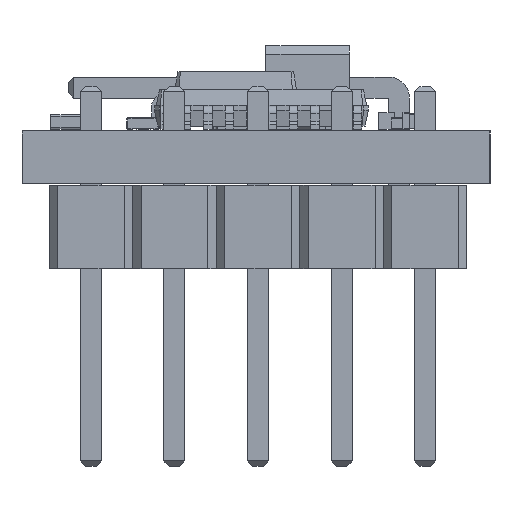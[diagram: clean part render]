
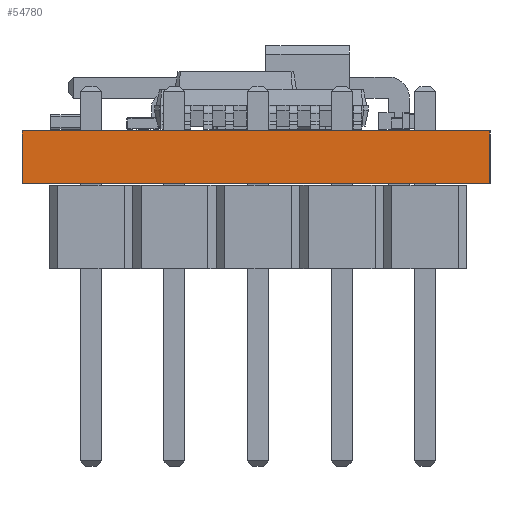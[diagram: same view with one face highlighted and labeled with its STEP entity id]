
A CAD part, left-side view. The second image highlights one B-rep face of the part: STEP entity #54780.
In plain terms, the highlighted planar face has unit normal (-1, 0, 0).
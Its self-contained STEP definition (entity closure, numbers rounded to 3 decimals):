
#54599 = PLANE('',#54600);
#54600 = AXIS2_PLACEMENT_3D('',#54601,#54602,#54603);
#54601 = CARTESIAN_POINT('',(17.272,-7.112,0.));
#54602 = DIRECTION('',(0.,-1.,0.));
#54603 = DIRECTION('',(-1.,0.,0.));
#54624 = VERTEX_POINT('',#54625);
#54625 = CARTESIAN_POINT('',(-17.272,-7.112,1.6));
#54639 = PLANE('',#54640);
#54640 = AXIS2_PLACEMENT_3D('',#54641,#54642,#54643);
#54641 = CARTESIAN_POINT('',(0.,0.,1.6));
#54642 = DIRECTION('',(-0.,-0.,-1.));
#54643 = DIRECTION('',(-1.,0.,0.));
#54651 = EDGE_CURVE('',#54652,#54624,#54654,.T.);
#54652 = VERTEX_POINT('',#54653);
#54653 = CARTESIAN_POINT('',(-17.272,-7.112,0.));
#54654 = SURFACE_CURVE('',#54655,(#54659,#54666),.PCURVE_S1.);
#54655 = LINE('',#54656,#54657);
#54656 = CARTESIAN_POINT('',(-17.272,-7.112,0.));
#54657 = VECTOR('',#54658,1.);
#54658 = DIRECTION('',(0.,0.,1.));
#54659 = PCURVE('',#54599,#54660);
#54660 = DEFINITIONAL_REPRESENTATION('',(#54661),#54665);
#54661 = LINE('',#54662,#54663);
#54662 = CARTESIAN_POINT('',(34.544,0.));
#54663 = VECTOR('',#54664,1.);
#54664 = DIRECTION('',(0.,-1.));
#54665 = ( GEOMETRIC_REPRESENTATION_CONTEXT(2) 
PARAMETRIC_REPRESENTATION_CONTEXT() REPRESENTATION_CONTEXT('2D SPACE',''
  ) );
#54666 = PCURVE('',#54667,#54672);
#54667 = PLANE('',#54668);
#54668 = AXIS2_PLACEMENT_3D('',#54669,#54670,#54671);
#54669 = CARTESIAN_POINT('',(-17.272,-7.112,0.));
#54670 = DIRECTION('',(-1.,0.,0.));
#54671 = DIRECTION('',(0.,1.,0.));
#54672 = DEFINITIONAL_REPRESENTATION('',(#54673),#54677);
#54673 = LINE('',#54674,#54675);
#54674 = CARTESIAN_POINT('',(0.,0.));
#54675 = VECTOR('',#54676,1.);
#54676 = DIRECTION('',(0.,-1.));
#54677 = ( GEOMETRIC_REPRESENTATION_CONTEXT(2) 
PARAMETRIC_REPRESENTATION_CONTEXT() REPRESENTATION_CONTEXT('2D SPACE',''
  ) );
#54693 = PLANE('',#54694);
#54694 = AXIS2_PLACEMENT_3D('',#54695,#54696,#54697);
#54695 = CARTESIAN_POINT('',(0.,0.,0.));
#54696 = DIRECTION('',(-0.,-0.,-1.));
#54697 = DIRECTION('',(-1.,0.,0.));
#54726 = PLANE('',#54727);
#54727 = AXIS2_PLACEMENT_3D('',#54728,#54729,#54730);
#54728 = CARTESIAN_POINT('',(-17.272,7.112,0.));
#54729 = DIRECTION('',(0.,1.,0.));
#54730 = DIRECTION('',(1.,0.,0.));
#54780 = ADVANCED_FACE('',(#54781),#54667,.T.);
#54781 = FACE_BOUND('',#54782,.T.);
#54782 = EDGE_LOOP('',(#54783,#54784,#54807,#54830));
#54783 = ORIENTED_EDGE('',*,*,#54651,.T.);
#54784 = ORIENTED_EDGE('',*,*,#54785,.T.);
#54785 = EDGE_CURVE('',#54624,#54786,#54788,.T.);
#54786 = VERTEX_POINT('',#54787);
#54787 = CARTESIAN_POINT('',(-17.272,7.112,1.6));
#54788 = SURFACE_CURVE('',#54789,(#54793,#54800),.PCURVE_S1.);
#54789 = LINE('',#54790,#54791);
#54790 = CARTESIAN_POINT('',(-17.272,-7.112,1.6));
#54791 = VECTOR('',#54792,1.);
#54792 = DIRECTION('',(0.,1.,0.));
#54793 = PCURVE('',#54667,#54794);
#54794 = DEFINITIONAL_REPRESENTATION('',(#54795),#54799);
#54795 = LINE('',#54796,#54797);
#54796 = CARTESIAN_POINT('',(0.,-1.6));
#54797 = VECTOR('',#54798,1.);
#54798 = DIRECTION('',(1.,0.));
#54799 = ( GEOMETRIC_REPRESENTATION_CONTEXT(2) 
PARAMETRIC_REPRESENTATION_CONTEXT() REPRESENTATION_CONTEXT('2D SPACE',''
  ) );
#54800 = PCURVE('',#54639,#54801);
#54801 = DEFINITIONAL_REPRESENTATION('',(#54802),#54806);
#54802 = LINE('',#54803,#54804);
#54803 = CARTESIAN_POINT('',(17.272,-7.112));
#54804 = VECTOR('',#54805,1.);
#54805 = DIRECTION('',(0.,1.));
#54806 = ( GEOMETRIC_REPRESENTATION_CONTEXT(2) 
PARAMETRIC_REPRESENTATION_CONTEXT() REPRESENTATION_CONTEXT('2D SPACE',''
  ) );
#54807 = ORIENTED_EDGE('',*,*,#54808,.F.);
#54808 = EDGE_CURVE('',#54809,#54786,#54811,.T.);
#54809 = VERTEX_POINT('',#54810);
#54810 = CARTESIAN_POINT('',(-17.272,7.112,0.));
#54811 = SURFACE_CURVE('',#54812,(#54816,#54823),.PCURVE_S1.);
#54812 = LINE('',#54813,#54814);
#54813 = CARTESIAN_POINT('',(-17.272,7.112,0.));
#54814 = VECTOR('',#54815,1.);
#54815 = DIRECTION('',(0.,0.,1.));
#54816 = PCURVE('',#54667,#54817);
#54817 = DEFINITIONAL_REPRESENTATION('',(#54818),#54822);
#54818 = LINE('',#54819,#54820);
#54819 = CARTESIAN_POINT('',(14.224,0.));
#54820 = VECTOR('',#54821,1.);
#54821 = DIRECTION('',(0.,-1.));
#54822 = ( GEOMETRIC_REPRESENTATION_CONTEXT(2) 
PARAMETRIC_REPRESENTATION_CONTEXT() REPRESENTATION_CONTEXT('2D SPACE',''
  ) );
#54823 = PCURVE('',#54726,#54824);
#54824 = DEFINITIONAL_REPRESENTATION('',(#54825),#54829);
#54825 = LINE('',#54826,#54827);
#54826 = CARTESIAN_POINT('',(0.,0.));
#54827 = VECTOR('',#54828,1.);
#54828 = DIRECTION('',(0.,-1.));
#54829 = ( GEOMETRIC_REPRESENTATION_CONTEXT(2) 
PARAMETRIC_REPRESENTATION_CONTEXT() REPRESENTATION_CONTEXT('2D SPACE',''
  ) );
#54830 = ORIENTED_EDGE('',*,*,#54831,.F.);
#54831 = EDGE_CURVE('',#54652,#54809,#54832,.T.);
#54832 = SURFACE_CURVE('',#54833,(#54837,#54844),.PCURVE_S1.);
#54833 = LINE('',#54834,#54835);
#54834 = CARTESIAN_POINT('',(-17.272,-7.112,0.));
#54835 = VECTOR('',#54836,1.);
#54836 = DIRECTION('',(0.,1.,0.));
#54837 = PCURVE('',#54667,#54838);
#54838 = DEFINITIONAL_REPRESENTATION('',(#54839),#54843);
#54839 = LINE('',#54840,#54841);
#54840 = CARTESIAN_POINT('',(0.,0.));
#54841 = VECTOR('',#54842,1.);
#54842 = DIRECTION('',(1.,0.));
#54843 = ( GEOMETRIC_REPRESENTATION_CONTEXT(2) 
PARAMETRIC_REPRESENTATION_CONTEXT() REPRESENTATION_CONTEXT('2D SPACE',''
  ) );
#54844 = PCURVE('',#54693,#54845);
#54845 = DEFINITIONAL_REPRESENTATION('',(#54846),#54850);
#54846 = LINE('',#54847,#54848);
#54847 = CARTESIAN_POINT('',(17.272,-7.112));
#54848 = VECTOR('',#54849,1.);
#54849 = DIRECTION('',(0.,1.));
#54850 = ( GEOMETRIC_REPRESENTATION_CONTEXT(2) 
PARAMETRIC_REPRESENTATION_CONTEXT() REPRESENTATION_CONTEXT('2D SPACE',''
  ) );
